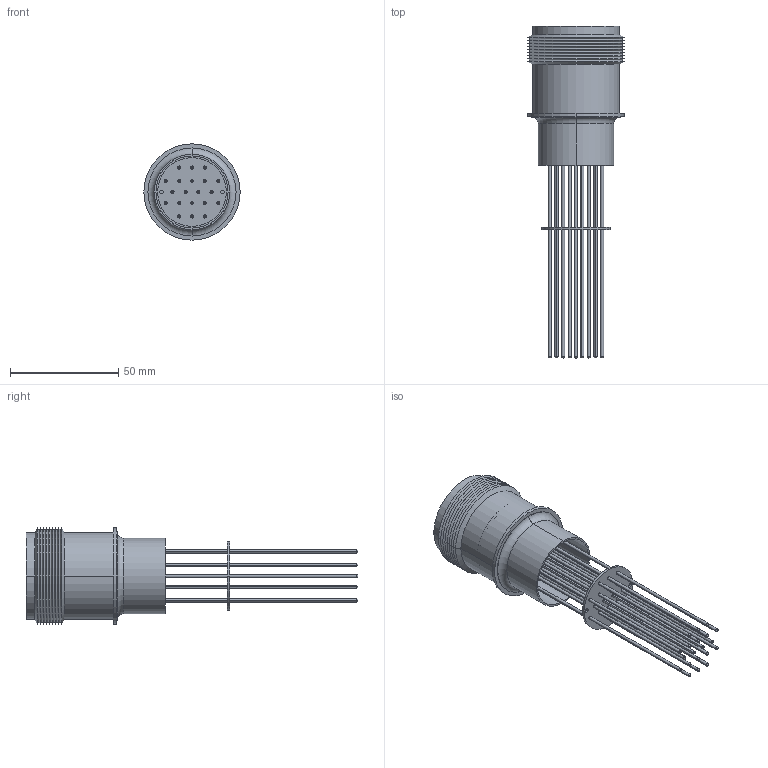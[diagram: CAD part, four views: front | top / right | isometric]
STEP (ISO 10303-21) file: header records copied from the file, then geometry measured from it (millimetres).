
FILE_DESCRIPTION (( 'STEP AP203' ), '1' );
FILE_NAME ('A0204-4-W.STEP', '2012-11-20T13:30:23', ( '' ), ( '' ), 'SwSTEP 2.0', 'SolidWorks 2012', '' );
FILE_SCHEMA (( 'CONFIG_CONTROL_DESIGN' ));
Length unit declared in the file: inch
Products named in the file (1): A0204-4-W
Bounding box: 44.45 x 153.29 x 44.45 mm (x, y, z)
Volume: 19297 mm3; surface area: 38344.6 mm2
Topology: 1 solids, 1 shells, 547 faces, 1146 edges, 708 vertices
Faces by surface type: cylinder 264, torus 124, plane 123, cone 36
Entity records: 15011 total; most frequent: DIRECTION 3047, CARTESIAN_POINT 2414, ORIENTED_EDGE 2292, AXIS2_PLACEMENT_3D 1357, EDGE_CURVE 1146, CIRCLE 809, VERTEX_POINT 708, EDGE_LOOP 696
